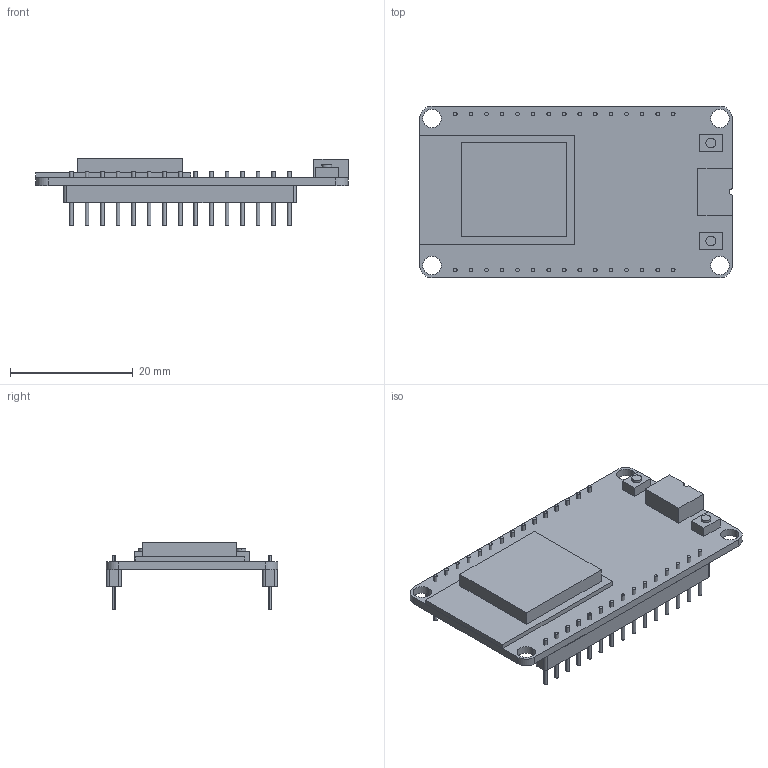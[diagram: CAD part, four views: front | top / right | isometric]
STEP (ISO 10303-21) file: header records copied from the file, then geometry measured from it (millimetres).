
FILE_DESCRIPTION (( 'STEP AP214' ), '1' );
FILE_NAME ('esp32.STEP', '2024-07-21T10:15:18', ( '' ), ( '' ), 'SwSTEP 2.0', 'SolidWorks 2023', '' );
FILE_SCHEMA (( 'AUTOMOTIVE_DESIGN' ));
Length unit declared in the file: millimetre
Products named in the file (9): btn2_Standard; usb_Standard; btn1_Standard; dip_Standard; esp1_Standard; esp32; pcb_Standard; esp2_Standard; pin_Standard
Assembly tree (12 placements, depth 2):
  esp32
    pcb_Standard
    esp1_Standard
    esp2_Standard
    btn1_Standard  x2
    btn2_Standard  x2
    usb_Standard
    dip_Standard  x2
    pin_Standard  x2
Bounding box: 51 x 28 x 10.9 mm (x, y, z)
Volume: 3499.4 mm3; surface area: 6378.3 mm2
Topology: 40 solids, 40 shells, 206 faces, 378 edges, 252 vertices
Faces by surface type: plane 119, cylinder 87
Entity records: 3712 total; most frequent: DIRECTION 630, CARTESIAN_POINT 551, ORIENTED_EDGE 492, EDGE_CURVE 246, AXIS2_PLACEMENT_3D 243, VERTEX_POINT 164, LINE 144, VECTOR 144
